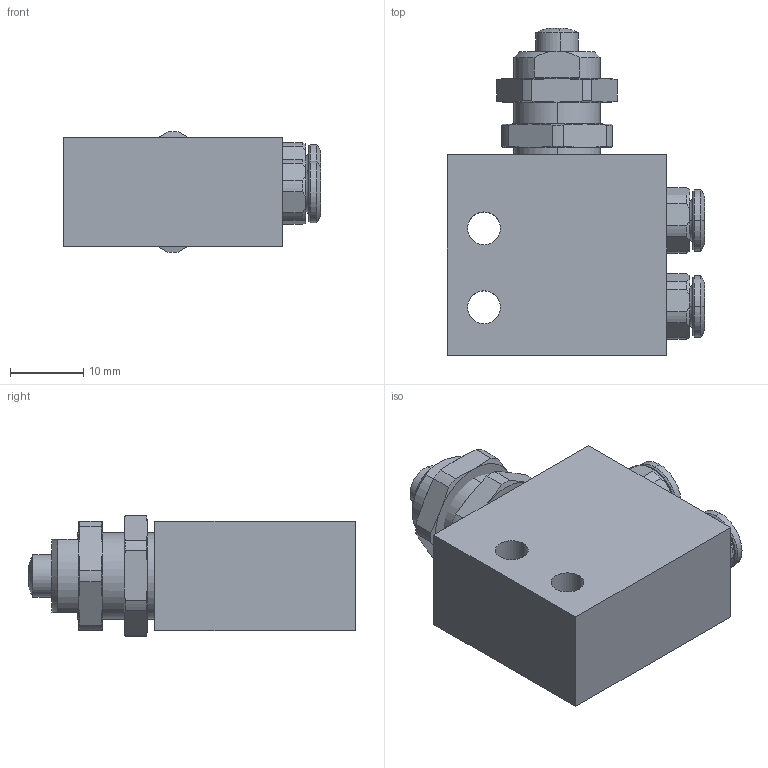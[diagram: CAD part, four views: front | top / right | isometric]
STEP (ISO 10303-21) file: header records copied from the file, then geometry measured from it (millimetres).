
FILE_DESCRIPTION (( 'STEP AP214' ), '1' );
FILE_NAME ('08_158_4.STEP', '2016-07-29T11:36:36', ( '' ), ( '' ), 'SwSTEP 2.0', 'SolidWorks 2016', '' );
FILE_SCHEMA (( 'AUTOMOTIVE_DESIGN' ));
Length unit declared in the file: millimetre
Products named in the file (1): 08_158_4
Bounding box: 35.2 x 44.8 x 16.5 mm (x, y, z)
Volume: 15738.8 mm3; surface area: 7014.5 mm2
Topology: 5 solids, 5 shells, 262 faces, 626 edges, 386 vertices
Faces by surface type: cone 84, plane 78, cylinder 70, torus 20, bspline 8, sphere 2
Entity records: 8281 total; most frequent: CARTESIAN_POINT 1861, DIRECTION 1346, ORIENTED_EDGE 1252, EDGE_CURVE 626, AXIS2_PLACEMENT_3D 563, VERTEX_POINT 386, CIRCLE 308, EDGE_LOOP 282
